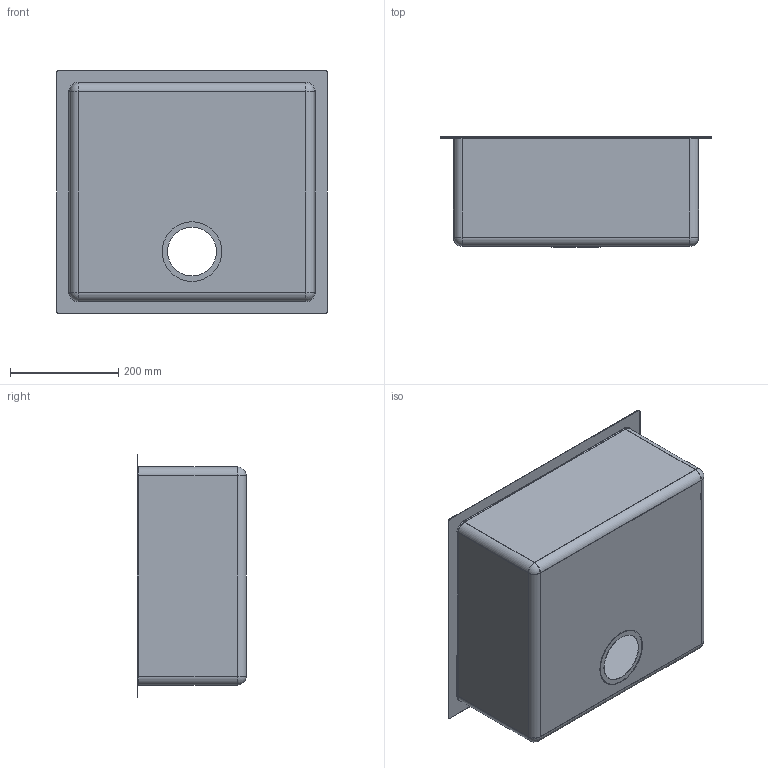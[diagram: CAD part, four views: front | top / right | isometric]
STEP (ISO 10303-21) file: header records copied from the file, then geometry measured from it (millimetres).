
FILE_DESCRIPTION (( 'STEP AP203' ), '1' );
FILE_NAME ('DV105 Oxford BP Bowl.STEP', '2022-11-21T01:07:09', ( '' ), ( '' ), 'SwSTEP 2.0', 'SolidWorks 2021', '' );
FILE_SCHEMA (( 'CONFIG_CONTROL_DESIGN' ));
Length unit declared in the file: millimetre
Products named in the file (1): DV105 Oxford BP Bowl
Bounding box: 500 x 202.4 x 450 mm (x, y, z)
Volume: 649817.6 mm3; surface area: 1085885.8 mm2
Topology: 1 solids, 1 shells, 86 faces, 208 edges, 120 vertices
Faces by surface type: cylinder 44, plane 26, sphere 8, torus 8
Entity records: 2541 total; most frequent: DIRECTION 470, CARTESIAN_POINT 407, ORIENTED_EDGE 400, EDGE_CURVE 200, AXIS2_PLACEMENT_3D 183, VERTEX_POINT 120, LINE 104, VECTOR 104
